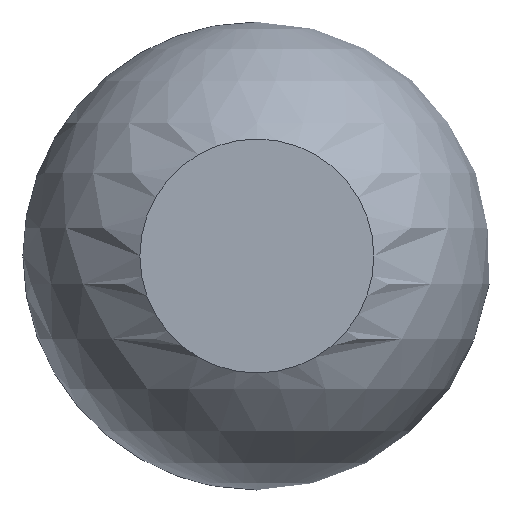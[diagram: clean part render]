
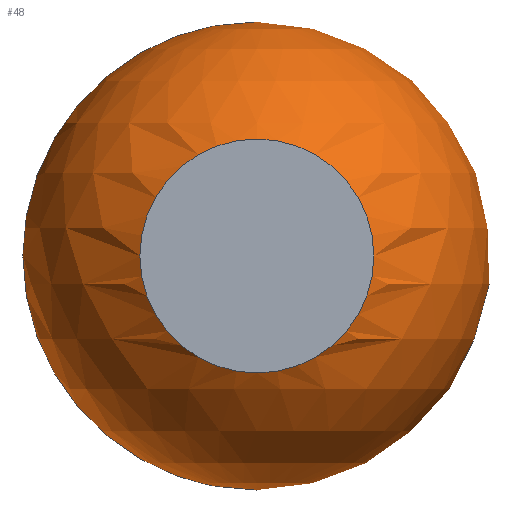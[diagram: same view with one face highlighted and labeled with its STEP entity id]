
A CAD part, front view. The second image highlights one B-rep face of the part: STEP entity #48.
In plain terms, the highlighted spherical face has radius 2 mm.
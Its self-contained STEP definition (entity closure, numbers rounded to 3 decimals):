
#18=FACE_BOUND('',#25,.T.);
#19=SPHERICAL_SURFACE('',#54,2.);
#21=FACE_OUTER_BOUND('',#24,.T.);
#24=EDGE_LOOP('',(#39,#40));
#25=EDGE_LOOP('',(#41));
#28=CIRCLE('',#55,2.);
#29=CIRCLE('',#56,1.);
#31=VERTEX_POINT('',#78);
#32=VERTEX_POINT('',#79);
#33=VERTEX_POINT('',#81);
#35=EDGE_CURVE('',#31,#32,#28,.T.);
#36=EDGE_CURVE('',#33,#33,#29,.T.);
#39=ORIENTED_EDGE('',*,*,#35,.T.);
#40=ORIENTED_EDGE('',*,*,#35,.F.);
#41=ORIENTED_EDGE('',*,*,#36,.F.);
#48=ADVANCED_FACE('',(#21,#18),#19,.T.);
#54=AXIS2_PLACEMENT_3D('',#77,#64,#65);
#55=AXIS2_PLACEMENT_3D('',#80,#66,#67);
#56=AXIS2_PLACEMENT_3D('',#82,#68,#69);
#64=DIRECTION('center_axis',(0.,0.,1.));
#65=DIRECTION('ref_axis',(1.,0.,0.));
#66=DIRECTION('center_axis',(0.,-1.,0.));
#67=DIRECTION('ref_axis',(-1.,0.,0.));
#68=DIRECTION('center_axis',(0.,-1.,0.));
#69=DIRECTION('ref_axis',(-1.,0.,0.));
#77=CARTESIAN_POINT('Origin',(-21.531,80.039,44.196));
#78=CARTESIAN_POINT('',(-21.531,80.039,46.196));
#79=CARTESIAN_POINT('',(-21.531,80.039,42.196));
#80=CARTESIAN_POINT('Origin',(-21.531,80.039,44.196));
#81=CARTESIAN_POINT('',(-20.531,78.307,44.196));
#82=CARTESIAN_POINT('Origin',(-21.531,78.307,44.196));
